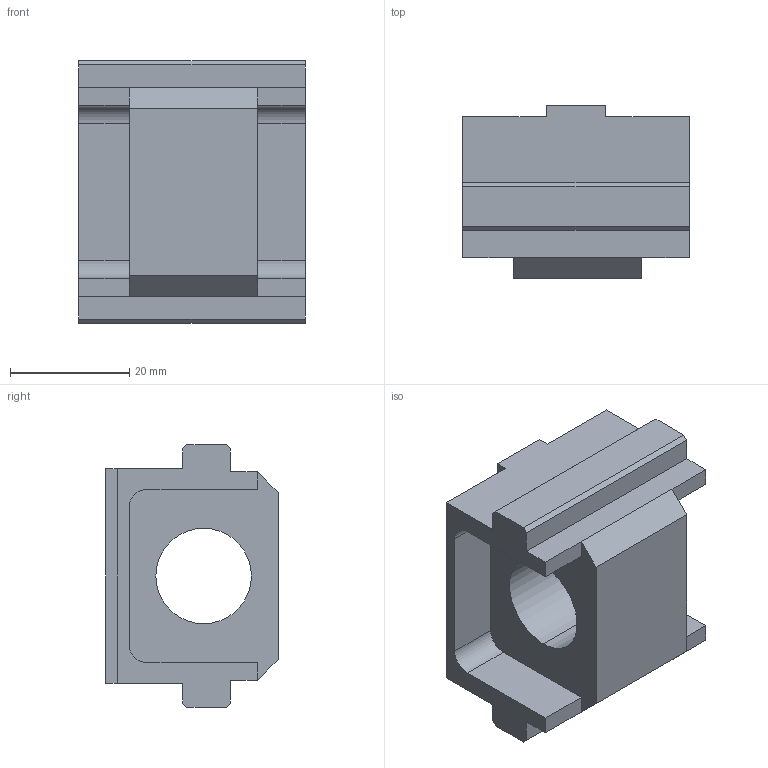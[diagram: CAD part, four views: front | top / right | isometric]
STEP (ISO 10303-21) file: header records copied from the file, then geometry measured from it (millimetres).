
FILE_DESCRIPTION (( 'STEP AP214' ), '1' );
FILE_NAME ('Pakne donji dio.STEP', '2022-04-12T07:32:11', ( '' ), ( '' ), 'SwSTEP 2.0', 'SolidWorks 2013', '' );
FILE_SCHEMA (( 'AUTOMOTIVE_DESIGN' ));
Length unit declared in the file: millimetre
Products named in the file (1): Pakne donji dio
Bounding box: 38 x 28.9 x 44 mm (x, y, z)
Volume: 21159.3 mm3; surface area: 9674.7 mm2
Topology: 1 solids, 1 shells, 50 faces, 136 edges, 86 vertices
Faces by surface type: plane 36, cylinder 10, cone 4
Entity records: 2105 total; most frequent: CARTESIAN_POINT 269, ORIENTED_EDGE 264, DIRECTION 254, EDGE_CURVE 132, VECTOR 112, LINE 112, VERTEX_POINT 86, AXIS2_PLACEMENT_3D 71
